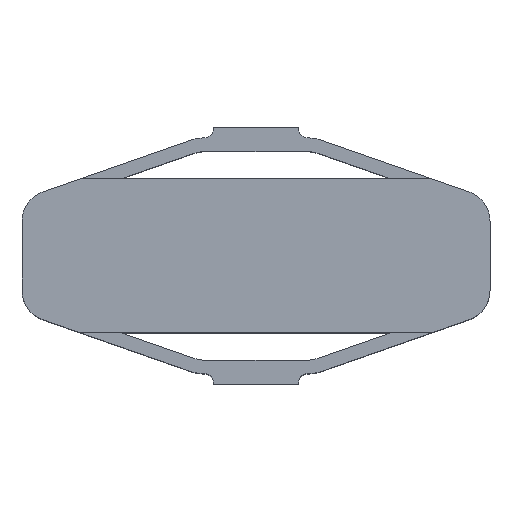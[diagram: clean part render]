
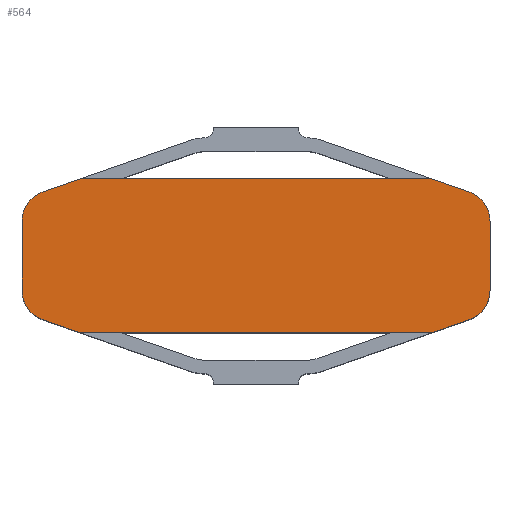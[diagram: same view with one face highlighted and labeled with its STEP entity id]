
A CAD part, top view. The second image highlights one B-rep face of the part: STEP entity #564.
In plain terms, the highlighted planar face has unit normal (0, 0, 1).
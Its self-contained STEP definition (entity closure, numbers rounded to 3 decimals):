
#6 = VERTEX_POINT ( 'NONE', #422 ) ;
#14 = EDGE_CURVE ( 'NONE', #6, #115, #505, .T. ) ;
#22 = VERTEX_POINT ( 'NONE', #703 ) ;
#29 = VERTEX_POINT ( 'NONE', #733 ) ;
#36 = EDGE_CURVE ( 'NONE', #115, #22, #809, .T. ) ;
#66 = EDGE_CURVE ( 'NONE', #73, #29, #706, .T. ) ;
#73 = VERTEX_POINT ( 'NONE', #881 ) ;
#90 = EDGE_CURVE ( 'NONE', #92, #73, #848, .T. ) ;
#92 = VERTEX_POINT ( 'NONE', #790 ) ;
#115 = VERTEX_POINT ( 'NONE', #797 ) ;
#118 = EDGE_CURVE ( 'NONE', #29, #6, #841, .T. ) ;
#422 = CARTESIAN_POINT ( 'NONE',  ( 13.658, 2., 5.75 ) ) ;
#424 = AXIS2_PLACEMENT_3D ( 'NONE', #472, #470, #469 ) ;
#459 = EDGE_CURVE ( 'NONE', #460, #463, #1307, .T. ) ;
#460 = VERTEX_POINT ( 'NONE', #1357 ) ;
#463 = VERTEX_POINT ( 'NONE', #1352 ) ;
#469 = DIRECTION ( 'NONE',  ( 1., 0., 0. ) ) ;
#470 = DIRECTION ( 'NONE',  ( 0., 0., 1. ) ) ;
#472 = CARTESIAN_POINT ( 'NONE',  ( 11.814, 2., 5.75 ) ) ;
#486 = EDGE_CURVE ( 'NONE', #535, #460, #1367, .T. ) ;
#505 = CIRCLE ( 'NONE', #424, 1.845 ) ;
#526 = EDGE_LOOP ( 'NONE', ( #529, #567, #568, #590, #565, #550, #548, #566, #553, #591, #556, #551 ) ) ;
#527 = EDGE_CURVE ( 'NONE', #22, #615, #1522, .T. ) ;
#529 = ORIENTED_EDGE ( 'NONE', *, *, #613, .T. ) ;
#530 = EDGE_CURVE ( 'NONE', #657, #92, #1478, .T. ) ;
#535 = VERTEX_POINT ( 'NONE', #1444 ) ;
#548 = ORIENTED_EDGE ( 'NONE', *, *, #90, .T. ) ;
#550 = ORIENTED_EDGE ( 'NONE', *, *, #530, .T. ) ;
#551 = ORIENTED_EDGE ( 'NONE', *, *, #527, .T. ) ;
#553 = ORIENTED_EDGE ( 'NONE', *, *, #118, .T. ) ;
#556 = ORIENTED_EDGE ( 'NONE', *, *, #36, .T. ) ;
#564 = ADVANCED_FACE ( 'NONE', ( #1531 ), #1465, .T. ) ;
#565 = ORIENTED_EDGE ( 'NONE', *, *, #656, .T. ) ;
#566 = ORIENTED_EDGE ( 'NONE', *, *, #66, .T. ) ;
#567 = ORIENTED_EDGE ( 'NONE', *, *, #486, .T. ) ;
#568 = ORIENTED_EDGE ( 'NONE', *, *, #459, .T. ) ;
#590 = ORIENTED_EDGE ( 'NONE', *, *, #603, .T. ) ;
#591 = ORIENTED_EDGE ( 'NONE', *, *, #14, .T. ) ;
#603 = EDGE_CURVE ( 'NONE', #463, #633, #1438, .T. ) ;
#613 = EDGE_CURVE ( 'NONE', #615, #535, #1418, .T. ) ;
#615 = VERTEX_POINT ( 'NONE', #1422 ) ;
#633 = VERTEX_POINT ( 'NONE', #1580 ) ;
#656 = EDGE_CURVE ( 'NONE', #633, #657, #1547, .T. ) ;
#657 = VERTEX_POINT ( 'NONE', #1558 ) ;
#693 = DIRECTION ( 'NONE',  ( 0., 1., 0. ) ) ;
#694 = VECTOR ( 'NONE', #693, 1000. ) ;
#695 = CARTESIAN_POINT ( 'NONE',  ( 13.658, -2., 5.75 ) ) ;
#703 = CARTESIAN_POINT ( 'NONE',  ( 10.253, 4.5, 5.75 ) ) ;
#706 = CIRCLE ( 'NONE', #898, 1.845 ) ;
#733 = CARTESIAN_POINT ( 'NONE',  ( 13.658, -2., 5.75 ) ) ;
#790 = CARTESIAN_POINT ( 'NONE',  ( 10.253, -4.5, 5.75 ) ) ;
#797 = CARTESIAN_POINT ( 'NONE',  ( 12.423, 3.741, 5.75 ) ) ;
#806 = DIRECTION ( 'NONE',  ( -0.944, 0.33, 0. ) ) ;
#807 = VECTOR ( 'NONE', #806, 1000. ) ;
#808 = CARTESIAN_POINT ( 'NONE',  ( 12.423, 3.741, 5.75 ) ) ;
#809 = LINE ( 'NONE', #808, #807 ) ;
#841 = LINE ( 'NONE', #695, #694 ) ;
#842 = DIRECTION ( 'NONE',  ( 0.944, 0.33, 0. ) ) ;
#843 = VECTOR ( 'NONE', #842, 1000. ) ;
#844 = CARTESIAN_POINT ( 'NONE',  ( 12.423, -3.741, 5.75 ) ) ;
#848 = LINE ( 'NONE', #844, #843 ) ;
#881 = CARTESIAN_POINT ( 'NONE',  ( 12.423, -3.741, 5.75 ) ) ;
#895 = DIRECTION ( 'NONE',  ( 1., 0., 0. ) ) ;
#896 = DIRECTION ( 'NONE',  ( 0., 0., 1. ) ) ;
#897 = CARTESIAN_POINT ( 'NONE',  ( 11.814, -2., 5.75 ) ) ;
#898 = AXIS2_PLACEMENT_3D ( 'NONE', #897, #896, #895 ) ;
#1305 = DIRECTION ( 'NONE',  ( 0., -1., 0. ) ) ;
#1306 = CARTESIAN_POINT ( 'NONE',  ( -13.658, -2., 5.75 ) ) ;
#1307 = LINE ( 'NONE', #1306, #1355 ) ;
#1348 = CARTESIAN_POINT ( 'NONE',  ( -11.814, 2., 5.75 ) ) ;
#1350 = AXIS2_PLACEMENT_3D ( 'NONE', #1348, #1363, #1362 ) ;
#1352 = CARTESIAN_POINT ( 'NONE',  ( -13.658, -2., 5.75 ) ) ;
#1355 = VECTOR ( 'NONE', #1305, 1000. ) ;
#1357 = CARTESIAN_POINT ( 'NONE',  ( -13.658, 2., 5.75 ) ) ;
#1362 = DIRECTION ( 'NONE',  ( 1., 0., 0. ) ) ;
#1363 = DIRECTION ( 'NONE',  ( 0., 0., 1. ) ) ;
#1367 = CIRCLE ( 'NONE', #1350, 1.845 ) ;
#1415 = DIRECTION ( 'NONE',  ( -0.944, -0.33, 0. ) ) ;
#1416 = VECTOR ( 'NONE', #1415, 1000. ) ;
#1417 = CARTESIAN_POINT ( 'NONE',  ( -12.423, 3.741, 5.75 ) ) ;
#1418 = LINE ( 'NONE', #1417, #1416 ) ;
#1422 = CARTESIAN_POINT ( 'NONE',  ( -10.253, 4.5, 5.75 ) ) ;
#1434 = DIRECTION ( 'NONE',  ( 1., 0., 0. ) ) ;
#1435 = DIRECTION ( 'NONE',  ( 0., 0., 1. ) ) ;
#1436 = CARTESIAN_POINT ( 'NONE',  ( -11.814, -2., 5.75 ) ) ;
#1437 = AXIS2_PLACEMENT_3D ( 'NONE', #1436, #1435, #1434 ) ;
#1438 = CIRCLE ( 'NONE', #1437, 1.845 ) ;
#1444 = CARTESIAN_POINT ( 'NONE',  ( -12.423, 3.741, 5.75 ) ) ;
#1445 = AXIS2_PLACEMENT_3D ( 'NONE', #1460, #1517, #1516 ) ;
#1460 = CARTESIAN_POINT ( 'NONE',  ( 11.814, 2., 5.75 ) ) ;
#1465 = PLANE ( 'NONE',  #1445 ) ;
#1475 = DIRECTION ( 'NONE',  ( -1., 0., 0. ) ) ;
#1477 = CARTESIAN_POINT ( 'NONE',  ( -10.253, -4.5, 5.75 ) ) ;
#1478 = LINE ( 'NONE', #1477, #1481 ) ;
#1481 = VECTOR ( 'NONE', #1533, 1000. ) ;
#1510 = VECTOR ( 'NONE', #1475, 1000. ) ;
#1516 = DIRECTION ( 'NONE',  ( 1., 0., 0. ) ) ;
#1517 = DIRECTION ( 'NONE',  ( 0., 0., 1. ) ) ;
#1521 = CARTESIAN_POINT ( 'NONE',  ( -10.253, 4.5, 5.75 ) ) ;
#1522 = LINE ( 'NONE', #1521, #1510 ) ;
#1531 = FACE_OUTER_BOUND ( 'NONE', #526, .T. ) ;
#1533 = DIRECTION ( 'NONE',  ( 1., 0., 0. ) ) ;
#1547 = LINE ( 'NONE', #1561, #1560 ) ;
#1558 = CARTESIAN_POINT ( 'NONE',  ( -10.253, -4.5, 5.75 ) ) ;
#1559 = DIRECTION ( 'NONE',  ( 0.944, -0.33, 0. ) ) ;
#1560 = VECTOR ( 'NONE', #1559, 1000. ) ;
#1561 = CARTESIAN_POINT ( 'NONE',  ( -12.423, -3.741, 5.75 ) ) ;
#1580 = CARTESIAN_POINT ( 'NONE',  ( -12.423, -3.741, 5.75 ) ) ;
